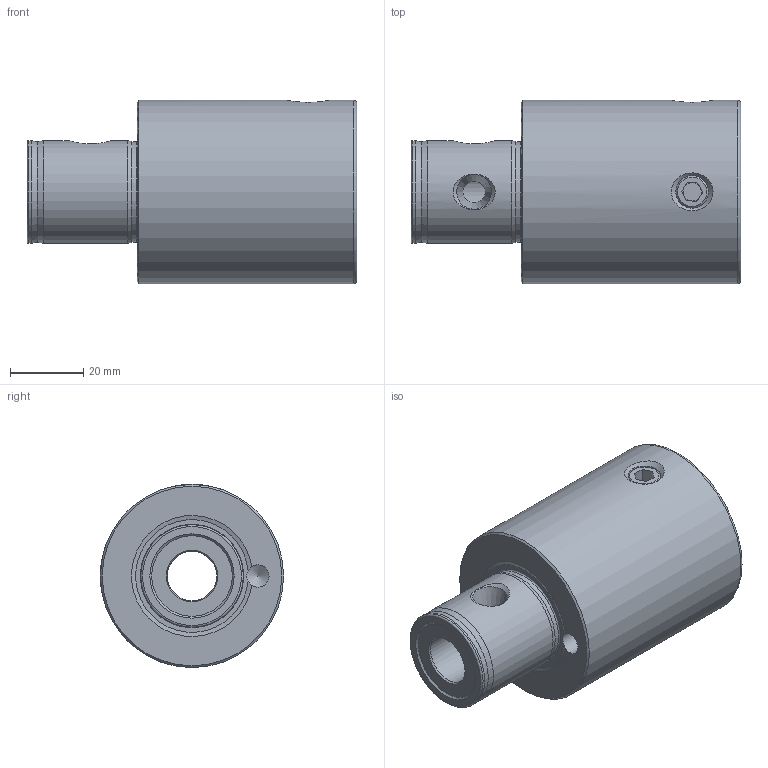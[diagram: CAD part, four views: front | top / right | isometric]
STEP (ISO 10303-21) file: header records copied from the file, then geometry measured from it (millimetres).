
FILE_DESCRIPTION(/* description */ (''),/* implementation_level */ '2;1');
FILE_NAME(/* name */ 'E-S28-60.stp',/* time_stamp */ '2022-08-12T14:15:52+09:00',/* author */ ('YSH'),/* organization */ (''),/* preprocessor_version */ 'ST-DEVELOPER v18.1',/* originating_system */ 'Autodesk Inventor 2022',/* authorisation */ '');
FILE_SCHEMA (('AUTOMOTIVE_DESIGN { 1 0 10303 214 3 1 1 }'));
Length unit declared in the file: millimetre
Products named in the file (3): E-S28-60; E-S28-60_1; M10x1.0x16.5L
Assembly tree (3 placements, depth 2):
  E-S28-60
    E-S28-60_1
    M10x1.0x16.5L  x2
Bounding box: 90 x 50 x 50 mm (x, y, z)
Volume: 106831.2 mm3; surface area: 22896 mm2
Topology: 3 solids, 3 shells, 80 faces, 197 edges, 127 vertices
Faces by surface type: plane 35, cone 23, cylinder 15, torus 7
Full cylindrical faces by diameter (mm): 5 x2, 6.1 x1, 6.5 x1, 8.917 x2, 10 x2, 13.5 x1, 27.4 x1, 28 x3, 29 x1, 50 x1
Entity records: 2231 total; most frequent: CARTESIAN_POINT 622, DIRECTION 328, ORIENTED_EDGE 298, EDGE_CURVE 149, AXIS2_PLACEMENT_3D 136, VERTEX_POINT 99, EDGE_LOOP 76, CIRCLE 70
